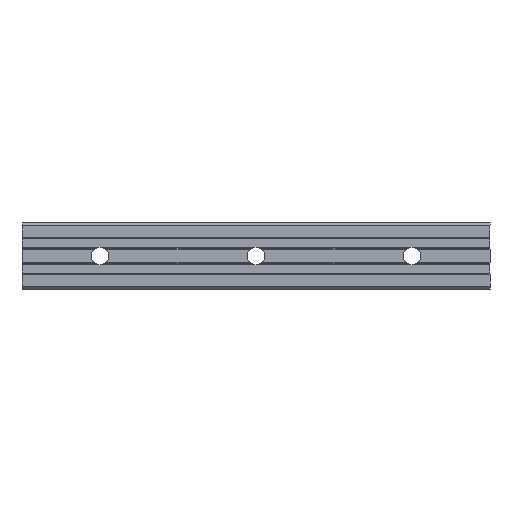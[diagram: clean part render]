
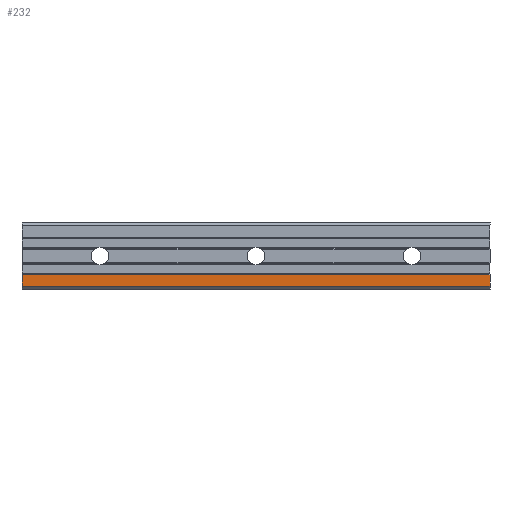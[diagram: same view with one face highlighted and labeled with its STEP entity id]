
A CAD part, front view. The second image highlights one B-rep face of the part: STEP entity #232.
In plain terms, the highlighted planar face has unit normal (0, -1, 0).
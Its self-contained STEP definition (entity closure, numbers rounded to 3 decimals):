
#118 = EDGE_CURVE ( 'NONE', #1781, #1358, #1554, .T. ) ;
#138 = ORIENTED_EDGE ( 'NONE', *, *, #1811, .F. ) ;
#232 = ADVANCED_FACE ( 'NONE', ( #1110 ), #1552, .F. ) ;
#291 = CARTESIAN_POINT ( 'NONE',  ( 200., 0., -15.5 ) ) ;
#378 = LINE ( 'NONE', #1217, #854 ) ;
#408 = DIRECTION ( 'NONE',  ( 0., 0., -1. ) ) ;
#499 = DIRECTION ( 'NONE',  ( 0., 1., 0. ) ) ;
#657 = ORIENTED_EDGE ( 'NONE', *, *, #1272, .T. ) ;
#683 = VECTOR ( 'NONE', #709, 1000. ) ;
#696 = DIRECTION ( 'NONE',  ( 0., 0., -1. ) ) ;
#709 = DIRECTION ( 'NONE',  ( 1., 0., 0. ) ) ;
#761 = VERTEX_POINT ( 'NONE', #849 ) ;
#817 = CARTESIAN_POINT ( 'NONE',  ( -40., 0., -15.5 ) ) ;
#849 = CARTESIAN_POINT ( 'NONE',  ( -40., 0., -9.5 ) ) ;
#854 = VECTOR ( 'NONE', #408, 1000. ) ;
#990 = LINE ( 'NONE', #2704, #1025 ) ;
#1003 = CARTESIAN_POINT ( 'NONE',  ( 200., 0., -15.5 ) ) ;
#1025 = VECTOR ( 'NONE', #696, 1000. ) ;
#1095 = DIRECTION ( 'NONE',  ( 1., 0., 0. ) ) ;
#1110 = FACE_OUTER_BOUND ( 'NONE', #1476, .T. ) ;
#1217 = CARTESIAN_POINT ( 'NONE',  ( 200., 0., 16.739 ) ) ;
#1272 = EDGE_CURVE ( 'NONE', #761, #1781, #990, .T. ) ;
#1335 = DIRECTION ( 'NONE',  ( 0., 0., 1. ) ) ;
#1358 = VERTEX_POINT ( 'NONE', #1003 ) ;
#1473 = EDGE_CURVE ( 'NONE', #761, #1990, #2166, .T. ) ;
#1476 = EDGE_LOOP ( 'NONE', ( #1522, #138, #2653, #657 ) ) ;
#1522 = ORIENTED_EDGE ( 'NONE', *, *, #118, .T. ) ;
#1552 = PLANE ( 'NONE',  #2165 ) ;
#1554 = LINE ( 'NONE', #291, #683 ) ;
#1727 = CARTESIAN_POINT ( 'NONE',  ( 200., 0., -9.5 ) ) ;
#1781 = VERTEX_POINT ( 'NONE', #817 ) ;
#1811 = EDGE_CURVE ( 'NONE', #1990, #1358, #378, .T. ) ;
#1990 = VERTEX_POINT ( 'NONE', #2565 ) ;
#2165 = AXIS2_PLACEMENT_3D ( 'NONE', #2398, #499, #1335 ) ;
#2166 = LINE ( 'NONE', #1727, #2502 ) ;
#2398 = CARTESIAN_POINT ( 'NONE',  ( 200., 0., -9.5 ) ) ;
#2502 = VECTOR ( 'NONE', #1095, 1000. ) ;
#2565 = CARTESIAN_POINT ( 'NONE',  ( 200., 0., -9.5 ) ) ;
#2653 = ORIENTED_EDGE ( 'NONE', *, *, #1473, .F. ) ;
#2704 = CARTESIAN_POINT ( 'NONE',  ( -40., 0., 16.739 ) ) ;
